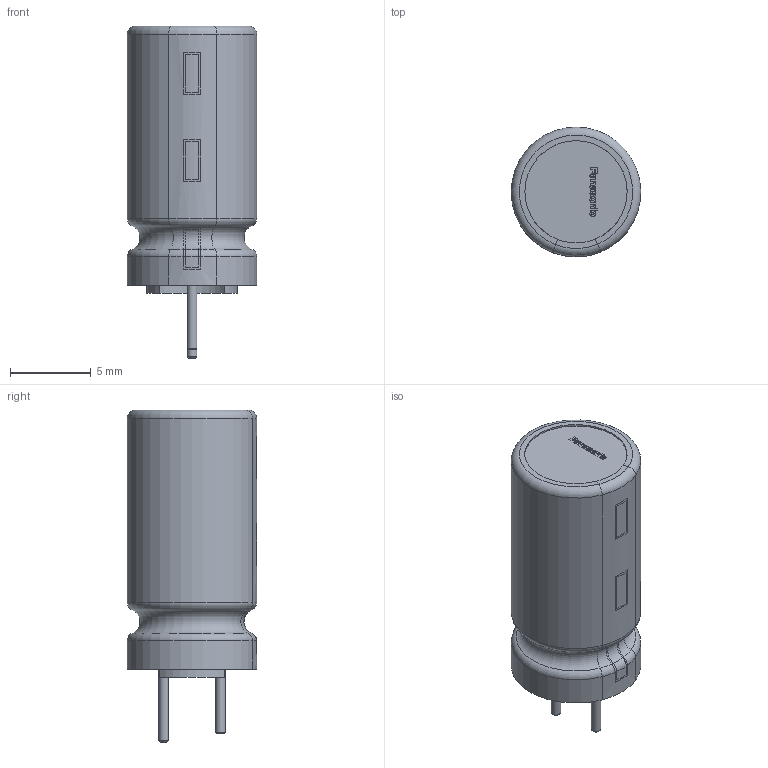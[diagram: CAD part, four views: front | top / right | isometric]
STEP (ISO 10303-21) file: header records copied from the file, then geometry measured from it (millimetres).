
FILE_DESCRIPTION(/* description */ (''),/* implementation_level */ '2;1');
FILE_NAME(/* name */ '1.stp',/* time_stamp */ '2019-11-15T11:16:51+02:00',/* author */ ('k'),/* organization */ (''),/* preprocessor_version */ 'ST-DEVELOPER v15.6',/* originating_system */ 'Autodesk Inventor 2015',/* authorisation */ '');
FILE_SCHEMA (('AUTOMOTIVE_DESIGN { 1 0 10303 214 3 1 1 }'));
Length unit declared in the file: millimetre
Products named in the file (8): 1; 2; 3; 4; 5; 6; Panasonic Logo
Bounding box: 8 x 8 x 20.5 mm (x, y, z)
Volume: 786.2 mm3; surface area: 1196.6 mm2
Topology: 23 solids, 23 shells, 314 faces, 826 edges, 550 vertices
Faces by surface type: plane 153, bspline 123, cylinder 22, torus 14, cone 2
Full cylindrical faces by diameter (mm): 0.6 x2, 6.315 x1, 6.625 x1
Entity records: 10619 total; most frequent: CARTESIAN_POINT 3450, ORIENTED_EDGE 1640, DIRECTION 1058, EDGE_CURVE 820, VERTEX_POINT 550, LINE 470, VECTOR 470, EDGE_LOOP 332
